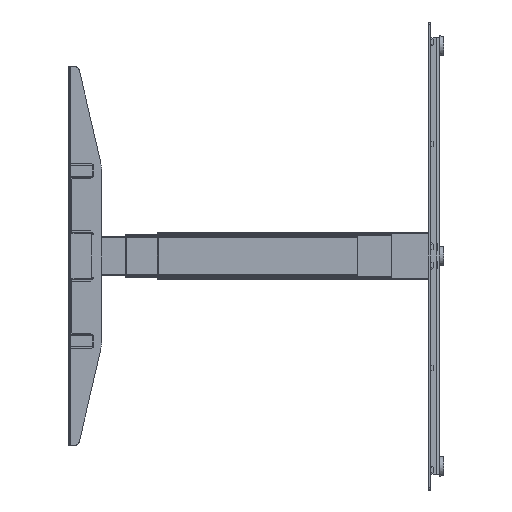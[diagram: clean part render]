
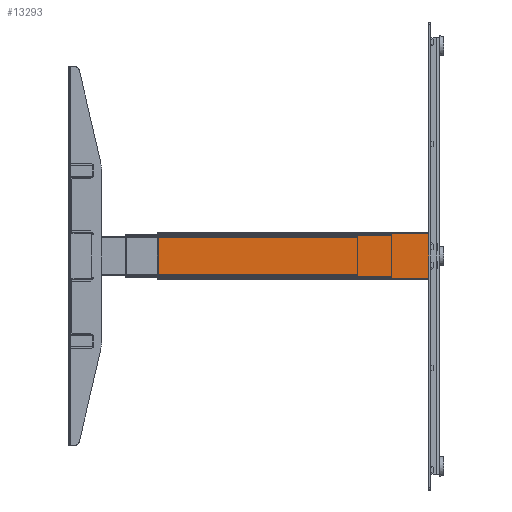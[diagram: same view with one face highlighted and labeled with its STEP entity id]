
A CAD part, left-side view. The second image highlights one B-rep face of the part: STEP entity #13293.
In plain terms, the highlighted planar face has unit normal (-1, 0, 0).
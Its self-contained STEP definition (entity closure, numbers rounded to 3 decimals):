
#2723 = DIRECTION ( 'NONE',  ( 0., 0., -1. ) ) ;
#13236 = CARTESIAN_POINT ( 'NONE',  ( -1343., 543.1, -42.5 ) ) ;
#13293 = ADVANCED_FACE ( 'NONE', ( #94604 ), #86943, .F. ) ;
#15039 = CARTESIAN_POINT ( 'NONE',  ( -1343., 29.1, 42.5 ) ) ;
#15259 = ORIENTED_EDGE ( 'NONE', *, *, #73265, .F. ) ;
#15992 = VECTOR ( 'NONE', #24381, 1000. ) ;
#24381 = DIRECTION ( 'NONE',  ( 0., 0., 1. ) ) ;
#25277 = EDGE_CURVE ( 'NONE', #105216, #84131, #64697, .T. ) ;
#30193 = ORIENTED_EDGE ( 'NONE', *, *, #25277, .T. ) ;
#33966 = DIRECTION ( 'NONE',  ( 0., 0., 1. ) ) ;
#36129 = DIRECTION ( 'NONE',  ( 1., 0., 0. ) ) ;
#39974 = ORIENTED_EDGE ( 'NONE', *, *, #44341, .F. ) ;
#40096 = CARTESIAN_POINT ( 'NONE',  ( -1343., 543.1, -42.5 ) ) ;
#44341 = EDGE_CURVE ( 'NONE', #78937, #56759, #93029, .T. ) ;
#45455 = DIRECTION ( 'NONE',  ( 0., -1., 0. ) ) ;
#49305 = LINE ( 'NONE', #82638, #93066 ) ;
#51822 = CARTESIAN_POINT ( 'NONE',  ( -1343., 29.1, -42.5 ) ) ;
#54187 = CARTESIAN_POINT ( 'NONE',  ( -1343., 543.1, 42.5 ) ) ;
#56759 = VERTEX_POINT ( 'NONE', #15039 ) ;
#61292 = CARTESIAN_POINT ( 'NONE',  ( -1343., 543.1, 42.5 ) ) ;
#64697 = LINE ( 'NONE', #40096, #77008 ) ;
#66836 = VECTOR ( 'NONE', #45455, 1000. ) ;
#73265 = EDGE_CURVE ( 'NONE', #105216, #78937, #49305, .T. ) ;
#73440 = DIRECTION ( 'NONE',  ( 0., -1., 0. ) ) ;
#74191 = ORIENTED_EDGE ( 'NONE', *, *, #89972, .T. ) ;
#77008 = VECTOR ( 'NONE', #73440, 1000. ) ;
#78937 = VERTEX_POINT ( 'NONE', #54187 ) ;
#80177 = CARTESIAN_POINT ( 'NONE',  ( -1343., 29.1, 42.5 ) ) ;
#82638 = CARTESIAN_POINT ( 'NONE',  ( -1343., 543.1, 42.5 ) ) ;
#84131 = VERTEX_POINT ( 'NONE', #51822 ) ;
#86943 = PLANE ( 'NONE',  #93603 ) ;
#89972 = EDGE_CURVE ( 'NONE', #84131, #56759, #99307, .T. ) ;
#93029 = LINE ( 'NONE', #61292, #66836 ) ;
#93066 = VECTOR ( 'NONE', #33966, 1000. ) ;
#93529 = CARTESIAN_POINT ( 'NONE',  ( -1343., 543.1, 42.5 ) ) ;
#93603 = AXIS2_PLACEMENT_3D ( 'NONE', #93529, #36129, #2723 ) ;
#94604 = FACE_OUTER_BOUND ( 'NONE', #94688, .T. ) ;
#94688 = EDGE_LOOP ( 'NONE', ( #74191, #39974, #15259, #30193 ) ) ;
#99307 = LINE ( 'NONE', #80177, #15992 ) ;
#105216 = VERTEX_POINT ( 'NONE', #13236 ) ;
